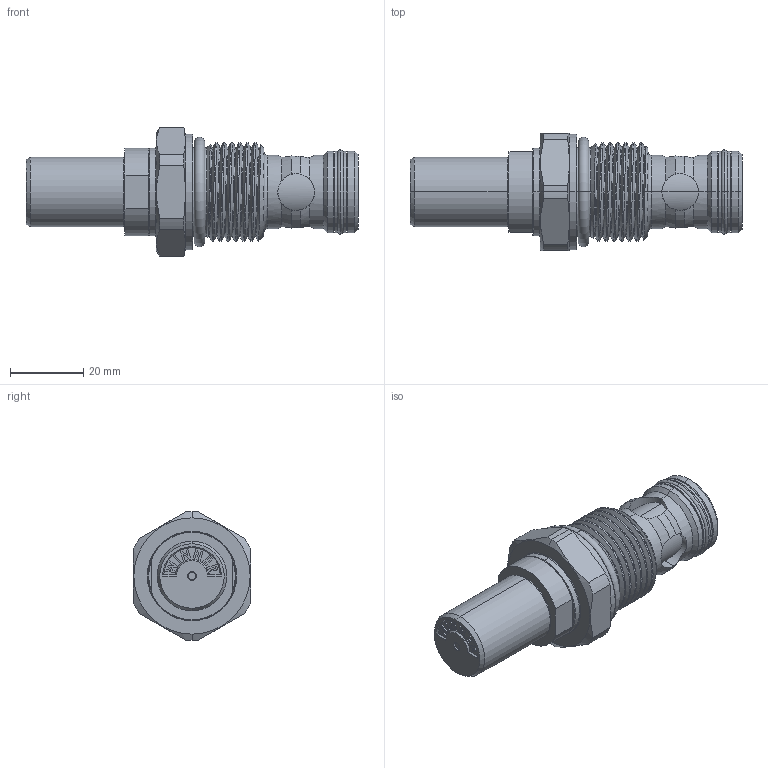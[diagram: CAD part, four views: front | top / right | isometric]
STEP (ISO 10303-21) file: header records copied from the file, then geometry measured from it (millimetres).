
FILE_DESCRIPTION (( 'STEP AP203' ), '1' );
FILE_NAME ('NC12W20-CH.STEP', '2020-10-16T07:07:36', ( '' ), ( '' ), 'SwSTEP 2.0', 'SolidWorks 2018', '' );
FILE_SCHEMA (( 'CONFIG_CONTROL_DESIGN' ));
Length unit declared in the file: millimetre
Products named in the file (1): NC12W20-CH
Bounding box: 90.55 x 32 x 35.1 mm (x, y, z)
Volume: 37566.5 mm3; surface area: 11500.6 mm2
Topology: 4 solids, 4 shells, 230 faces, 568 edges, 360 vertices
Faces by surface type: plane 96, cylinder 71, cone 30, torus 26, bspline 7
Entity records: 9474 total; most frequent: CARTESIAN_POINT 4072, ORIENTED_EDGE 1136, DIRECTION 1074, EDGE_CURVE 568, AXIS2_PLACEMENT_3D 394, VERTEX_POINT 360, LINE 286, VECTOR 286
